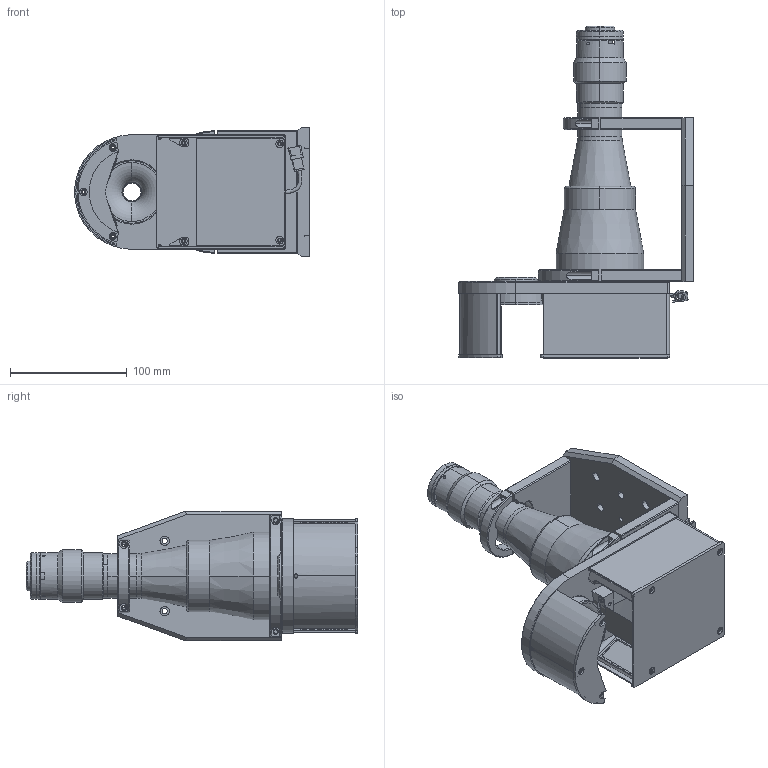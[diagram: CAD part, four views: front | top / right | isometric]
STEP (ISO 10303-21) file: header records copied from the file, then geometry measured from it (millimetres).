
FILE_DESCRIPTION (( 'STEP AP203' ), '1' );
FILE_NAME ('DP29843_TCCAGE2MHR048-C.step', '2020-03-30T12:40:08', ( '' ), ( '' ), 'SwSTEP 2.0', 'SolidWorks 2020', '' );
FILE_SCHEMA (( 'CONFIG_CONTROL_DESIGN' ));
Length unit declared in the file: millimetre
Products named in the file (1): DP29843_TCCAGE2MHR048-C
Bounding box: 200.8 x 283.8 x 111 mm (x, y, z)
Surface area: 246666.2 mm2 (no closed solid volume)
Topology: 0 solids, 56 shells, 742 faces, 2473 edges, 1798 vertices
Faces by surface type: cylinder 335, plane 313, cone 82, torus 6, bspline 4, sphere 2
Entity records: 29710 total; most frequent: CARTESIAN_POINT 7812, DIRECTION 4738, ORIENTED_EDGE 3899, EDGE_CURVE 2473, VERTEX_POINT 1798, AXIS2_PLACEMENT_3D 1694, VECTOR 1350, LINE 1350
